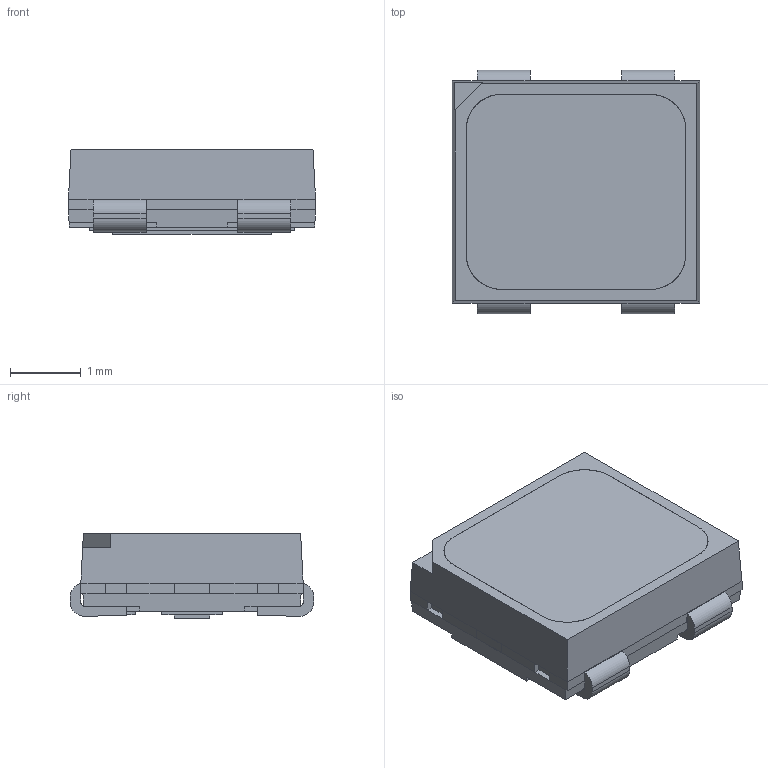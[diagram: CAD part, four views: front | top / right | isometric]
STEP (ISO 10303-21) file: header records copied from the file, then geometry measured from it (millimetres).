
FILE_DESCRIPTION (( 'STEP AP214' ), '1' );
FILE_NAME ('CAC16B45-81A8-4722-A2EE-D5E5DEE52A5C.STEP', '2022-07-06T20:59:54', ( '' ), ( '' ), 'SwSTEP 2.0', 'SolidWorks 2022', '' );
FILE_SCHEMA (( 'AUTOMOTIVE_DESIGN' ));
Length unit declared in the file: millimetre
Products named in the file (1): CAC16B45-81A8-4722-A2EE-D5E5DEE52A5C
Bounding box: 3.5 x 3.45 x 1.2 mm (x, y, z)
Surface area: 41.3 mm2 (no closed solid volume)
Topology: 0 solids, 1 shells, 158 faces, 448 edges, 280 vertices
Faces by surface type: plane 134, cylinder 20, bspline 4
Entity records: 5085 total; most frequent: CARTESIAN_POINT 1009, ORIENTED_EDGE 864, DIRECTION 782, EDGE_CURVE 448, LINE 392, VECTOR 392, VERTEX_POINT 280, AXIS2_PLACEMENT_3D 195
